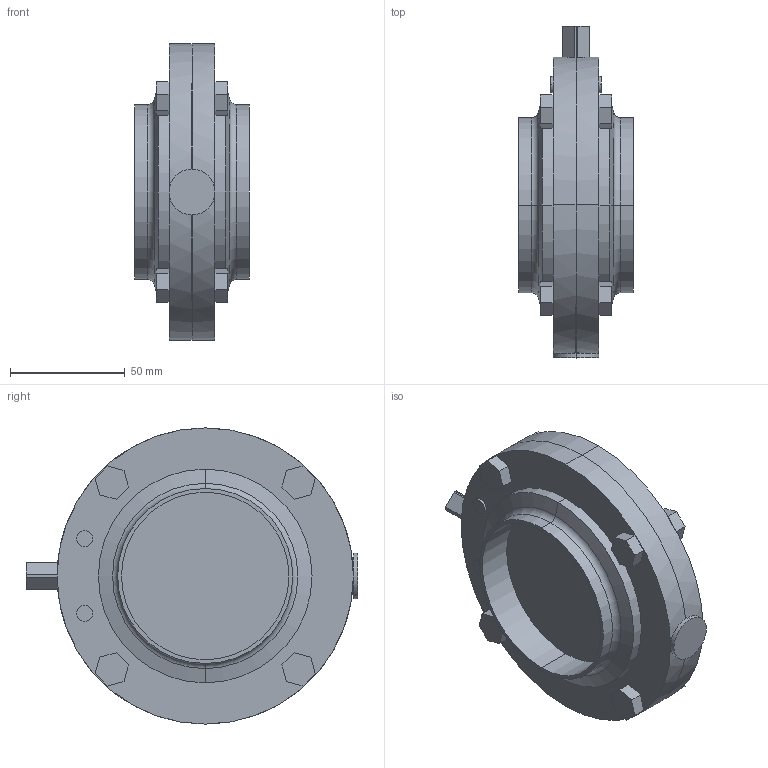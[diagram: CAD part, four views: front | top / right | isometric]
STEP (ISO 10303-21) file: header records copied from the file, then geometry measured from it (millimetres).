
FILE_DESCRIPTION (( 'STEP AP203' ), '1' );
FILE_NAME ('A480 W_W OD 3_10.010.16.0002.STEP', '2020-09-29T15:37:00', ( '' ), ( '' ), 'SwSTEP 2.0', 'SolidWorks 2018', '' );
FILE_SCHEMA (( 'CONFIG_CONTROL_DESIGN' ));
Length unit declared in the file: millimetre
Products named in the file (3): 10.010.15.0007_W OD 3"; 10.010.15.0002_OD 3"; A480 W_W OD 3_10.010.16.0002
Assembly tree (3 placements, depth 2):
  A480 W_W OD 3_10.010.16.0002
    10.010.15.0002_OD 3"
    10.010.15.0007_W OD 3"  x2
Bounding box: 50 x 144.5 x 129 mm (x, y, z)
Volume: 307962 mm3; surface area: 83399.8 mm2
Topology: 3 solids, 3 shells, 119 faces, 276 edges, 180 vertices
Faces by surface type: plane 81, cylinder 30, torus 4, cone 4
Entity records: 2325 total; most frequent: CARTESIAN_POINT 415, DIRECTION 346, ORIENTED_EDGE 312, EDGE_CURVE 156, AXIS2_PLACEMENT_3D 119, LINE 108, VECTOR 108, VERTEX_POINT 102
